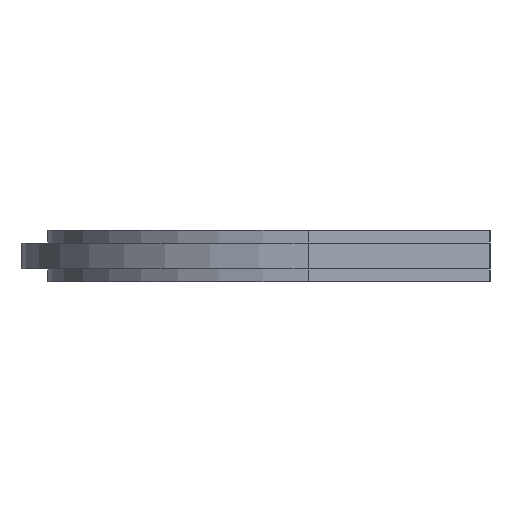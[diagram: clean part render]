
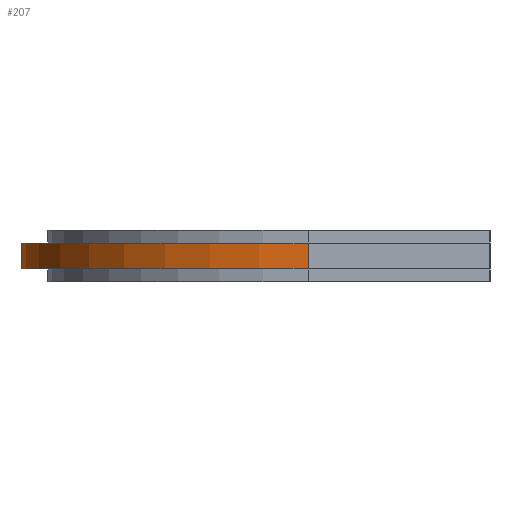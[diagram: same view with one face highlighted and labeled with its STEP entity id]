
A CAD part, left-side view. The second image highlights one B-rep face of the part: STEP entity #207.
In plain terms, the highlighted cylindrical face has radius 110.2 mm (diameter 220.4 mm), a partial arc.
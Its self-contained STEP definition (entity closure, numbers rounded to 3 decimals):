
#34 = VERTEX_POINT ( 'NONE', #2196 ) ;
#86 = AXIS2_PLACEMENT_3D ( 'NONE', #6443, #1353, #3929 ) ;
#207 = ADVANCED_FACE ( 'NONE', ( #6938 ), #460, .T. ) ;
#225 = VECTOR ( 'NONE', #5480, 1000. ) ;
#460 = CYLINDRICAL_SURFACE ( 'NONE', #2498, 110.2 ) ;
#856 = CARTESIAN_POINT ( 'NONE',  ( 0., 0., 5. ) ) ;
#1019 = CIRCLE ( 'NONE', #4805, 110.2 ) ;
#1252 = EDGE_CURVE ( 'NONE', #5380, #7501, #5609, .T. ) ;
#1276 = ORIENTED_EDGE ( 'NONE', *, *, #3475, .F. ) ;
#1332 = EDGE_CURVE ( 'NONE', #5245, #34, #1019, .T. ) ;
#1353 = DIRECTION ( 'NONE',  ( 0., 0., 1. ) ) ;
#1423 = CARTESIAN_POINT ( 'NONE',  ( -110.2, 0., 15. ) ) ;
#1483 = LINE ( 'NONE', #2875, #2279 ) ;
#1493 = DIRECTION ( 'NONE',  ( 1., 0., 0. ) ) ;
#1666 = EDGE_LOOP ( 'NONE', ( #8335, #1276, #5047, #2673 ) ) ;
#2032 = CARTESIAN_POINT ( 'NONE',  ( 110.2, 0., 15. ) ) ;
#2196 = CARTESIAN_POINT ( 'NONE',  ( -110.2, 0., 5. ) ) ;
#2279 = VECTOR ( 'NONE', #2842, 1000. ) ;
#2498 = AXIS2_PLACEMENT_3D ( 'NONE', #8296, #3041, #8167 ) ;
#2673 = ORIENTED_EDGE ( 'NONE', *, *, #5553, .T. ) ;
#2842 = DIRECTION ( 'NONE',  ( 0., 0., -1. ) ) ;
#2875 = CARTESIAN_POINT ( 'NONE',  ( 110.2, 0., 15. ) ) ;
#2986 = CARTESIAN_POINT ( 'NONE',  ( -110.2, 0., 15. ) ) ;
#3041 = DIRECTION ( 'NONE',  ( 0., 0., -1. ) ) ;
#3475 = EDGE_CURVE ( 'NONE', #7501, #34, #4760, .T. ) ;
#3929 = DIRECTION ( 'NONE',  ( 1., 0., 0. ) ) ;
#4198 = CARTESIAN_POINT ( 'NONE',  ( 110.2, 0., 5. ) ) ;
#4760 = LINE ( 'NONE', #2986, #225 ) ;
#4805 = AXIS2_PLACEMENT_3D ( 'NONE', #856, #7430, #1493 ) ;
#5047 = ORIENTED_EDGE ( 'NONE', *, *, #1252, .F. ) ;
#5245 = VERTEX_POINT ( 'NONE', #4198 ) ;
#5380 = VERTEX_POINT ( 'NONE', #2032 ) ;
#5480 = DIRECTION ( 'NONE',  ( 0., 0., -1. ) ) ;
#5553 = EDGE_CURVE ( 'NONE', #5380, #5245, #1483, .T. ) ;
#5609 = CIRCLE ( 'NONE', #86, 110.2 ) ;
#6443 = CARTESIAN_POINT ( 'NONE',  ( 0., 0., 15. ) ) ;
#6938 = FACE_OUTER_BOUND ( 'NONE', #1666, .T. ) ;
#7430 = DIRECTION ( 'NONE',  ( 0., 0., 1. ) ) ;
#7501 = VERTEX_POINT ( 'NONE', #1423 ) ;
#8167 = DIRECTION ( 'NONE',  ( -1., 0., 0. ) ) ;
#8296 = CARTESIAN_POINT ( 'NONE',  ( 0., 0., 15. ) ) ;
#8335 = ORIENTED_EDGE ( 'NONE', *, *, #1332, .T. ) ;
